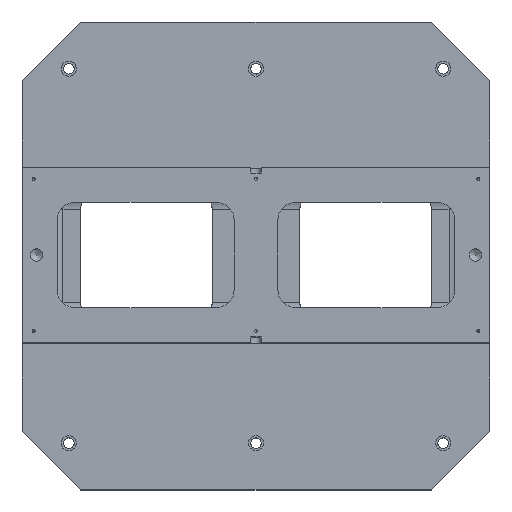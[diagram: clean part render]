
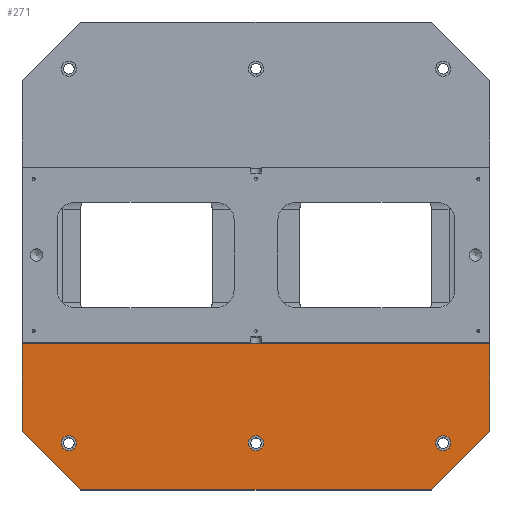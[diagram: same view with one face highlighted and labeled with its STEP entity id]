
A CAD part, top view. The second image highlights one B-rep face of the part: STEP entity #271.
In plain terms, the highlighted planar face has unit normal (0, 0, 1).
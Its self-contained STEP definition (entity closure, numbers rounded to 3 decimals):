
#271 = ADVANCED_FACE( '', ( #1143, #1144, #1145, #1146 ), #1147, .F. );
#1143 = FACE_BOUND( '', #2520, .T. );
#1144 = FACE_BOUND( '', #2521, .T. );
#1145 = FACE_BOUND( '', #2522, .T. );
#1146 = FACE_OUTER_BOUND( '', #2523, .T. );
#1147 = PLANE( '', #2524 );
#2520 = EDGE_LOOP( '', ( #5612 ) );
#2521 = EDGE_LOOP( '', ( #5613 ) );
#2522 = EDGE_LOOP( '', ( #5614 ) );
#2523 = EDGE_LOOP( '', ( #5615, #5616, #5617, #5618, #5619, #5620 ) );
#2524 = AXIS2_PLACEMENT_3D( '', #5621, #5622, #5623 );
#5612 = ORIENTED_EDGE( '', *, *, #10110, .T. );
#5613 = ORIENTED_EDGE( '', *, *, #10111, .T. );
#5614 = ORIENTED_EDGE( '', *, *, #10112, .T. );
#5615 = ORIENTED_EDGE( '', *, *, #10113, .T. );
#5616 = ORIENTED_EDGE( '', *, *, #10107, .T. );
#5617 = ORIENTED_EDGE( '', *, *, #9712, .T. );
#5618 = ORIENTED_EDGE( '', *, *, #9258, .F. );
#5619 = ORIENTED_EDGE( '', *, *, #9503, .T. );
#5620 = ORIENTED_EDGE( '', *, *, #8961, .T. );
#5621 = CARTESIAN_POINT( '', ( -400., 400., 50. ) );
#5622 = DIRECTION( '', ( 0., 0., -1. ) );
#5623 = DIRECTION( '', ( -1., 0., 0. ) );
#8961 = EDGE_CURVE( '', #10726, #10727, #10728, .F. );
#9258 = EDGE_CURVE( '', #11280, #11282, #11283, .T. );
#9503 = EDGE_CURVE( '', #11280, #10726, #11755, .T. );
#9712 = EDGE_CURVE( '', #12158, #11282, #12159, .T. );
#10107 = EDGE_CURVE( '', #12819, #12158, #12820, .F. );
#10110 = EDGE_CURVE( '', #12824, #12824, #12825, .T. );
#10111 = EDGE_CURVE( '', #12826, #12826, #12827, .T. );
#10112 = EDGE_CURVE( '', #12828, #12828, #12829, .T. );
#10113 = EDGE_CURVE( '', #10727, #12819, #12830, .T. );
#10726 = VERTEX_POINT( '', #13614 );
#10727 = VERTEX_POINT( '', #13615 );
#10728 = LINE( '', #13616, #13617 );
#11280 = VERTEX_POINT( '', #15735 );
#11282 = VERTEX_POINT( '', #15738 );
#11283 = LINE( '', #15739, #15740 );
#11755 = LINE( '', #16442, #16443 );
#12158 = VERTEX_POINT( '', #17053 );
#12159 = LINE( '', #17054, #17055 );
#12819 = VERTEX_POINT( '', #18907 );
#12820 = LINE( '', #18908, #18909 );
#12824 = VERTEX_POINT( '', #18914 );
#12825 = CIRCLE( '', #18915, 13. );
#12826 = VERTEX_POINT( '', #18916 );
#12827 = CIRCLE( '', #18917, 13. );
#12828 = VERTEX_POINT( '', #18918 );
#12829 = CIRCLE( '', #18919, 13. );
#12830 = LINE( '', #18920, #18921 );
#13614 = CARTESIAN_POINT( '', ( -400., -300., 50. ) );
#13615 = CARTESIAN_POINT( '', ( -300., -400., 50. ) );
#13616 = CARTESIAN_POINT( '', ( -300., -400., 50. ) );
#13617 = VECTOR( '', #20252, 1000. );
#15735 = CARTESIAN_POINT( '', ( -400., -150., 50. ) );
#15738 = CARTESIAN_POINT( '', ( 400., -150., 50. ) );
#15739 = CARTESIAN_POINT( '', ( -400., -150., 50. ) );
#15740 = VECTOR( '', #20702, 1000. );
#16442 = CARTESIAN_POINT( '', ( -400., 400., 50. ) );
#16443 = VECTOR( '', #20975, 1000. );
#17053 = CARTESIAN_POINT( '', ( 400., -300., 50. ) );
#17054 = CARTESIAN_POINT( '', ( 400., -400., 50. ) );
#17055 = VECTOR( '', #21186, 1000. );
#18907 = CARTESIAN_POINT( '', ( 300., -400., 50. ) );
#18908 = CARTESIAN_POINT( '', ( 400., -300., 50. ) );
#18909 = VECTOR( '', #21744, 1000. );
#18914 = CARTESIAN_POINT( '', ( -320., -333., 50. ) );
#18915 = AXIS2_PLACEMENT_3D( '', #21749, #21750, #21751 );
#18916 = CARTESIAN_POINT( '', ( 0., -333., 50. ) );
#18917 = AXIS2_PLACEMENT_3D( '', #21752, #21753, #21754 );
#18918 = CARTESIAN_POINT( '', ( 320., -333., 50. ) );
#18919 = AXIS2_PLACEMENT_3D( '', #21755, #21756, #21757 );
#18920 = CARTESIAN_POINT( '', ( -400., -400., 50. ) );
#18921 = VECTOR( '', #21758, 1000. );
#20252 = DIRECTION( '', ( -0.707, 0.707, 0. ) );
#20702 = DIRECTION( '', ( 1., 0., 0. ) );
#20975 = DIRECTION( '', ( 0., -1., 0. ) );
#21186 = DIRECTION( '', ( 0., 1., 0. ) );
#21744 = DIRECTION( '', ( -0.707, -0.707, 0. ) );
#21749 = CARTESIAN_POINT( '', ( -320., -320., 50. ) );
#21750 = DIRECTION( '', ( 0., 0., -1. ) );
#21751 = DIRECTION( '', ( 0., -1., 0. ) );
#21752 = CARTESIAN_POINT( '', ( 0., -320., 50. ) );
#21753 = DIRECTION( '', ( 0., 0., -1. ) );
#21754 = DIRECTION( '', ( 0., -1., 0. ) );
#21755 = CARTESIAN_POINT( '', ( 320., -320., 50. ) );
#21756 = DIRECTION( '', ( 0., 0., -1. ) );
#21757 = DIRECTION( '', ( 0., -1., 0. ) );
#21758 = DIRECTION( '', ( 1., 0., 0. ) );
